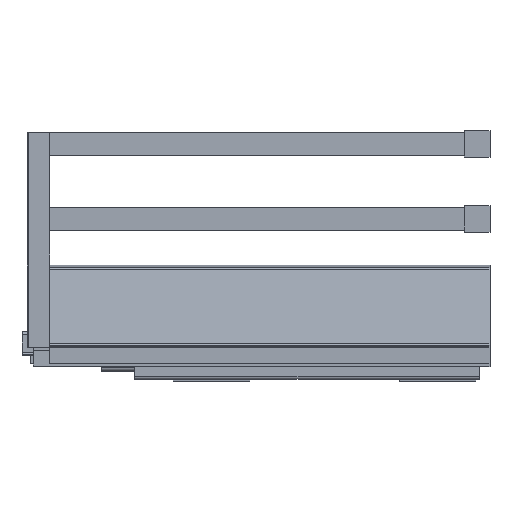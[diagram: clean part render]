
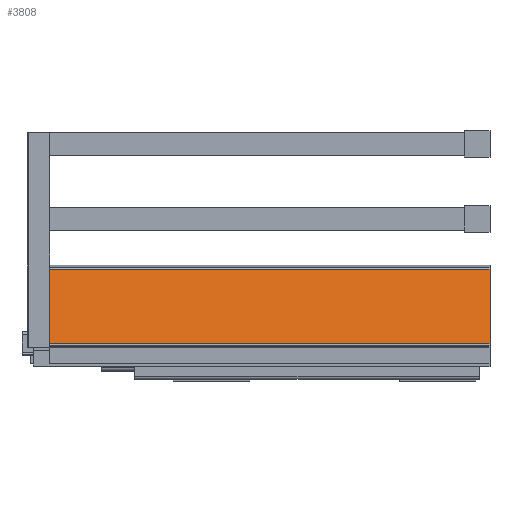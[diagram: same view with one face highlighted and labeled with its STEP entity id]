
A CAD part, top view. The second image highlights one B-rep face of the part: STEP entity #3808.
In plain terms, the highlighted planar face has unit normal (0, 0.208, 0.978).
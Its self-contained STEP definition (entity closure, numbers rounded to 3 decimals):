
#329 = LINE ( 'NONE', #2405, #10389 ) ;
#547 = EDGE_CURVE ( 'NONE', #9866, #9320, #329, .T. ) ;
#676 = EDGE_CURVE ( 'NONE', #6708, #1299, #3469, .T. ) ;
#1299 = VERTEX_POINT ( 'NONE', #2802 ) ;
#1692 = ORIENTED_EDGE ( 'NONE', *, *, #676, .T. ) ;
#1932 = ORIENTED_EDGE ( 'NONE', *, *, #547, .F. ) ;
#2405 = CARTESIAN_POINT ( 'NONE',  ( -392., 80.422, 21.003 ) ) ;
#2534 = DIRECTION ( 'NONE',  ( 1., 0., 0. ) ) ;
#2802 = CARTESIAN_POINT ( 'NONE',  ( 0., 17.084, 34.466 ) ) ;
#3469 = LINE ( 'NONE', #6541, #7598 ) ;
#3691 = CARTESIAN_POINT ( 'NONE',  ( 0., 80.422, 21.003 ) ) ;
#3808 = ADVANCED_FACE ( 'NONE', ( #6851 ), #10826, .T. ) ;
#4119 = AXIS2_PLACEMENT_3D ( 'NONE', #9783, #7049, #8019 ) ;
#4358 = CARTESIAN_POINT ( 'NONE',  ( -375.5, 80.422, 21.003 ) ) ;
#4487 = LINE ( 'NONE', #4358, #5143 ) ;
#5143 = VECTOR ( 'NONE', #8381, 1000. ) ;
#5193 = LINE ( 'NONE', #3691, #12749 ) ;
#6541 = CARTESIAN_POINT ( 'NONE',  ( 0., 17.084, 34.466 ) ) ;
#6608 = DIRECTION ( 'NONE',  ( 1., 0., 0. ) ) ;
#6708 = VERTEX_POINT ( 'NONE', #11859 ) ;
#6851 = FACE_OUTER_BOUND ( 'NONE', #6887, .T. ) ;
#6887 = EDGE_LOOP ( 'NONE', ( #1932, #8271, #1692, #11945 ) ) ;
#6917 = EDGE_CURVE ( 'NONE', #9866, #6708, #4487, .T. ) ;
#6979 = CARTESIAN_POINT ( 'NONE',  ( 0., 80.422, 21.003 ) ) ;
#7049 = DIRECTION ( 'NONE',  ( 0., 0.208, 0.978 ) ) ;
#7598 = VECTOR ( 'NONE', #6608, 1000. ) ;
#8019 = DIRECTION ( 'NONE',  ( 0., -0.978, 0.208 ) ) ;
#8271 = ORIENTED_EDGE ( 'NONE', *, *, #6917, .T. ) ;
#8381 = DIRECTION ( 'NONE',  ( 0., -0.978, 0.208 ) ) ;
#8637 = DIRECTION ( 'NONE',  ( 0., -0.978, 0.208 ) ) ;
#8971 = CARTESIAN_POINT ( 'NONE',  ( -375.5, 80.422, 21.003 ) ) ;
#9320 = VERTEX_POINT ( 'NONE', #6979 ) ;
#9783 = CARTESIAN_POINT ( 'NONE',  ( -392., 80.422, 21.003 ) ) ;
#9866 = VERTEX_POINT ( 'NONE', #8971 ) ;
#10009 = EDGE_CURVE ( 'NONE', #9320, #1299, #5193, .T. ) ;
#10389 = VECTOR ( 'NONE', #2534, 1000. ) ;
#10826 = PLANE ( 'NONE',  #4119 ) ;
#11859 = CARTESIAN_POINT ( 'NONE',  ( -375.5, 17.084, 34.466 ) ) ;
#11945 = ORIENTED_EDGE ( 'NONE', *, *, #10009, .F. ) ;
#12749 = VECTOR ( 'NONE', #8637, 1000. ) ;
